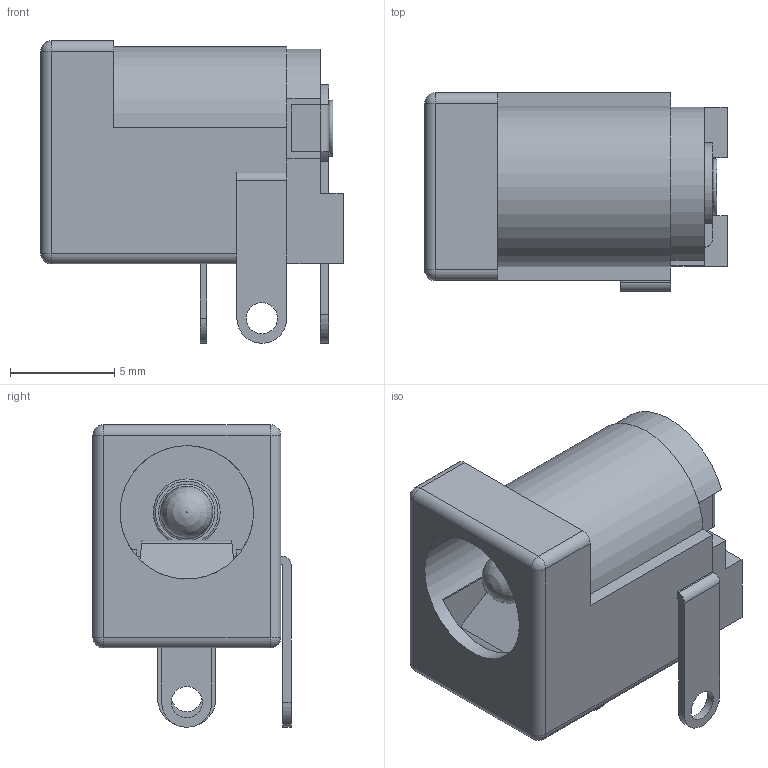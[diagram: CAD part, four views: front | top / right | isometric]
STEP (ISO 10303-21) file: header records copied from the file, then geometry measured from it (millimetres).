
FILE_DESCRIPTION( ( '' ), ' ' );
FILE_NAME( '5b711ed4c3fdeb0ec43858e8.step', '2018-08-13T06:01:56', ( '' ), ( '' ), ' ', ' ', ' ' );
FILE_SCHEMA( ( 'AUTOMOTIVE_DESIGN { 1 0 10303 214 1 1 1 1 }' ) );
Length unit declared in the file: metre
Products named in the file (6): Open CASCADE STEP translator 6.8 6; Open CASCADE STEP translator 6.8 5; Open CASCADE STEP translator 6.8 4; Open CASCADE STEP translator 6.8 3; Open CASCADE STEP translator 6.8 2; Open CASCADE STEP translator 6.8 1
Bounding box: 14.5 x 9.5 x 14.5 mm (x, y, z)
Volume: 746.3 mm3; surface area: 1748.4 mm2
Topology: 6 solids, 6 shells, 189 faces, 502 edges, 327 vertices
Faces by surface type: plane 120, cylinder 49, torus 11, revolution 5, sphere 4
Full cylindrical faces by diameter (mm): 1.5 x3, 1.8 x1, 2 x4, 2.5 x1, 3.2 x2, 6.4 x1
Entity records: 9624 total; most frequent: CARTESIAN_POINT 1017, DIRECTION 978, ORIENTED_EDGE 938, STYLED_ITEM 658, PRESENTATION_STYLE_ASSIGNMENT 658, COLOUR_RGB 658, EDGE_CURVE 469, CURVE_STYLE 469
